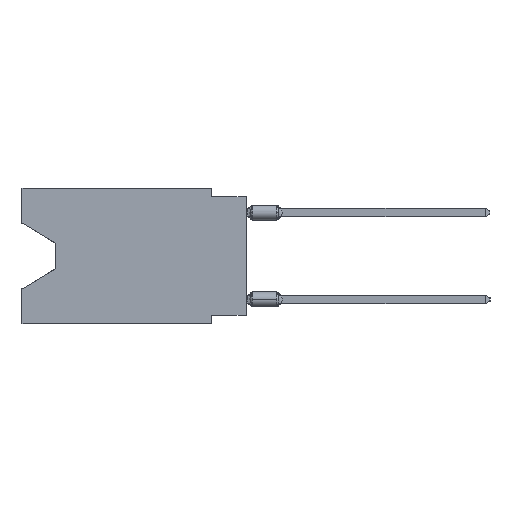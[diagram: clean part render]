
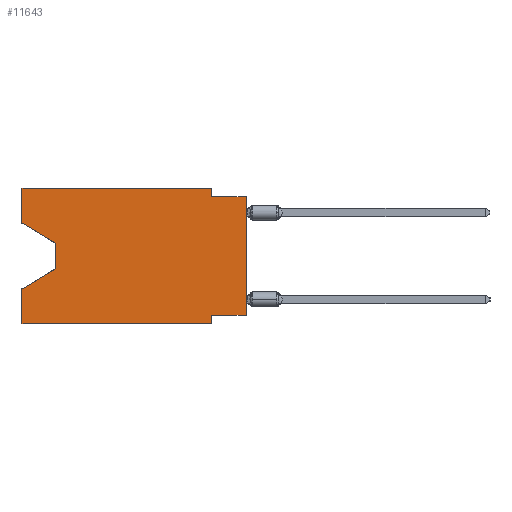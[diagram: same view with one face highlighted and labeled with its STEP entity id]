
A CAD part, left-side view. The second image highlights one B-rep face of the part: STEP entity #11643.
In plain terms, the highlighted planar face has unit normal (-1, 0, 0).
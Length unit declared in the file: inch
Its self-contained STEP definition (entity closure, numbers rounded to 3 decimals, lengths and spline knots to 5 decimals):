
#160 = CARTESIAN_POINT ( 'NONE',  ( 0., 0.645, -0.10025 ) ) ;
#1055 = CARTESIAN_POINT ( 'NONE',  ( 0., 0.645, -0.39 ) ) ;
#1057 = DIRECTION ( 'NONE',  ( 0., 0., 1. ) ) ;
#1381 = VERTEX_POINT ( 'NONE', #13026 ) ;
#1489 = LINE ( 'NONE', #12864, #27066 ) ;
#1719 = CARTESIAN_POINT ( 'NONE',  ( 0., 0.1, 0. ) ) ;
#1749 = ORIENTED_EDGE ( 'NONE', *, *, #28832, .T. ) ;
#1966 = CARTESIAN_POINT ( 'NONE',  ( 0., 0., -0.025 ) ) ;
#2218 = EDGE_CURVE ( 'NONE', #7282, #1381, #35958, .T. ) ;
#2493 = ORIENTED_EDGE ( 'NONE', *, *, #4848, .T. ) ;
#2772 = CARTESIAN_POINT ( 'NONE',  ( 0., 0.55, -0.232 ) ) ;
#2962 = ORIENTED_EDGE ( 'NONE', *, *, #26655, .F. ) ;
#3215 = FACE_OUTER_BOUND ( 'NONE', #33834, .T. ) ;
#3293 = LINE ( 'NONE', #5913, #4518 ) ;
#4144 = CARTESIAN_POINT ( 'NONE',  ( 0., 0., 0. ) ) ;
#4318 = VERTEX_POINT ( 'NONE', #1055 ) ;
#4518 = VECTOR ( 'NONE', #14142, 39.37008 ) ;
#4572 = LINE ( 'NONE', #1966, #22083 ) ;
#4623 = VECTOR ( 'NONE', #20506, 39.37008 ) ;
#4848 = EDGE_CURVE ( 'NONE', #4318, #10719, #19059, .T. ) ;
#5368 = VECTOR ( 'NONE', #22302, 39.37008 ) ;
#5487 = EDGE_CURVE ( 'NONE', #33651, #12536, #14745, .T. ) ;
#5753 = CARTESIAN_POINT ( 'NONE',  ( 0., 0.1, -0.365 ) ) ;
#5913 = CARTESIAN_POINT ( 'NONE',  ( 0., 0.1, -0.39 ) ) ;
#6014 = PLANE ( 'NONE',  #16523 ) ;
#6117 = VECTOR ( 'NONE', #26058, 39.37008 ) ;
#6677 = CARTESIAN_POINT ( 'NONE',  ( 0., 0., -0.365 ) ) ;
#7256 = CARTESIAN_POINT ( 'NONE',  ( 0., 0., -0.365 ) ) ;
#7282 = VERTEX_POINT ( 'NONE', #13175 ) ;
#8121 = DIRECTION ( 'NONE',  ( 0., -1., 0. ) ) ;
#9870 = DIRECTION ( 'NONE',  ( 0., 0.855, -0.519 ) ) ;
#10415 = LINE ( 'NONE', #30170, #5368 ) ;
#10637 = EDGE_CURVE ( 'NONE', #30228, #16982, #26549, .T. ) ;
#10719 = VERTEX_POINT ( 'NONE', #13550 ) ;
#11561 = VERTEX_POINT ( 'NONE', #30261 ) ;
#11643 = ADVANCED_FACE ( 'NONE', ( #3215 ), #6014, .F. ) ;
#12243 = VECTOR ( 'NONE', #19340, 39.37008 ) ;
#12442 = EDGE_CURVE ( 'NONE', #30228, #11561, #25474, .T. ) ;
#12536 = VERTEX_POINT ( 'NONE', #5753 ) ;
#12864 = CARTESIAN_POINT ( 'NONE',  ( 0., 0.55, -0.232 ) ) ;
#13026 = CARTESIAN_POINT ( 'NONE',  ( 0., 0.1, -0.025 ) ) ;
#13175 = CARTESIAN_POINT ( 'NONE',  ( 0., 0.1, 0. ) ) ;
#13550 = CARTESIAN_POINT ( 'NONE',  ( 0., 0.1, -0.39 ) ) ;
#13593 = VECTOR ( 'NONE', #8121, 39.37008 ) ;
#13866 = CARTESIAN_POINT ( 'NONE',  ( 0., 0.645, -0.39 ) ) ;
#13967 = CARTESIAN_POINT ( 'NONE',  ( 0., 0.645, -0.10025 ) ) ;
#14142 = DIRECTION ( 'NONE',  ( 0., 0., -1. ) ) ;
#14745 = LINE ( 'NONE', #6677, #6117 ) ;
#14867 = VECTOR ( 'NONE', #18476, 39.37008 ) ;
#16041 = VERTEX_POINT ( 'NONE', #2772 ) ;
#16154 = LINE ( 'NONE', #33629, #13593 ) ;
#16229 = ORIENTED_EDGE ( 'NONE', *, *, #36601, .T. ) ;
#16523 = AXIS2_PLACEMENT_3D ( 'NONE', #33958, #25381, #22747 ) ;
#16982 = VERTEX_POINT ( 'NONE', #26972 ) ;
#17373 = CARTESIAN_POINT ( 'NONE',  ( 0., 0.645, 0. ) ) ;
#17975 = ORIENTED_EDGE ( 'NONE', *, *, #12442, .T. ) ;
#18476 = DIRECTION ( 'NONE',  ( 0., 0., 1. ) ) ;
#18733 = VERTEX_POINT ( 'NONE', #27489 ) ;
#19059 = LINE ( 'NONE', #13866, #27338 ) ;
#19340 = DIRECTION ( 'NONE',  ( 0., -0.855, -0.519 ) ) ;
#19823 = ORIENTED_EDGE ( 'NONE', *, *, #31564, .F. ) ;
#20506 = DIRECTION ( 'NONE',  ( 0., 0., 1. ) ) ;
#21733 = VERTEX_POINT ( 'NONE', #28105 ) ;
#22083 = VECTOR ( 'NONE', #24094, 39.37008 ) ;
#22267 = EDGE_CURVE ( 'NONE', #12536, #10719, #3293, .T. ) ;
#22302 = DIRECTION ( 'NONE',  ( 0., 0., -1. ) ) ;
#22747 = DIRECTION ( 'NONE',  ( 0., 0., -1. ) ) ;
#23097 = LINE ( 'NONE', #17373, #4623 ) ;
#23556 = ORIENTED_EDGE ( 'NONE', *, *, #28302, .T. ) ;
#24094 = DIRECTION ( 'NONE',  ( 0., -1., 0. ) ) ;
#24412 = EDGE_CURVE ( 'NONE', #4318, #18733, #23097, .T. ) ;
#25381 = DIRECTION ( 'NONE',  ( 1., 0., 0. ) ) ;
#25474 = LINE ( 'NONE', #13967, #12243 ) ;
#26058 = DIRECTION ( 'NONE',  ( 0., 1., 0. ) ) ;
#26549 = LINE ( 'NONE', #32525, #30089 ) ;
#26655 = EDGE_CURVE ( 'NONE', #16982, #7282, #16154, .T. ) ;
#26972 = CARTESIAN_POINT ( 'NONE',  ( 0., 0.645, 0. ) ) ;
#27066 = VECTOR ( 'NONE', #9870, 39.37008 ) ;
#27243 = DIRECTION ( 'NONE',  ( 0., -1., 0. ) ) ;
#27338 = VECTOR ( 'NONE', #27243, 39.37008 ) ;
#27489 = CARTESIAN_POINT ( 'NONE',  ( 0., 0.645, -0.28975 ) ) ;
#28105 = CARTESIAN_POINT ( 'NONE',  ( 0., 0., -0.025 ) ) ;
#28302 = EDGE_CURVE ( 'NONE', #33651, #21733, #32453, .T. ) ;
#28832 = EDGE_CURVE ( 'NONE', #11561, #16041, #10415, .T. ) ;
#29297 = ORIENTED_EDGE ( 'NONE', *, *, #2218, .F. ) ;
#30089 = VECTOR ( 'NONE', #1057, 39.37008 ) ;
#30170 = CARTESIAN_POINT ( 'NONE',  ( 0., 0.55, -0.158 ) ) ;
#30228 = VERTEX_POINT ( 'NONE', #160 ) ;
#30261 = CARTESIAN_POINT ( 'NONE',  ( 0., 0.55, -0.158 ) ) ;
#31564 = EDGE_CURVE ( 'NONE', #1381, #21733, #4572, .T. ) ;
#31800 = VECTOR ( 'NONE', #32986, 39.37008 ) ;
#32453 = LINE ( 'NONE', #4144, #14867 ) ;
#32525 = CARTESIAN_POINT ( 'NONE',  ( 0., 0.645, 0. ) ) ;
#32986 = DIRECTION ( 'NONE',  ( 0., 0., -1. ) ) ;
#33326 = ORIENTED_EDGE ( 'NONE', *, *, #24412, .F. ) ;
#33629 = CARTESIAN_POINT ( 'NONE',  ( 0., 0.645, 0. ) ) ;
#33651 = VERTEX_POINT ( 'NONE', #7256 ) ;
#33834 = EDGE_LOOP ( 'NONE', ( #17975, #1749, #16229, #33326, #2493, #34050, #35190, #23556, #19823, #29297, #2962, #36766 ) ) ;
#33958 = CARTESIAN_POINT ( 'NONE',  ( 0., 0.645, 0. ) ) ;
#34050 = ORIENTED_EDGE ( 'NONE', *, *, #22267, .F. ) ;
#35190 = ORIENTED_EDGE ( 'NONE', *, *, #5487, .F. ) ;
#35958 = LINE ( 'NONE', #1719, #31800 ) ;
#36601 = EDGE_CURVE ( 'NONE', #16041, #18733, #1489, .T. ) ;
#36766 = ORIENTED_EDGE ( 'NONE', *, *, #10637, .F. ) ;
